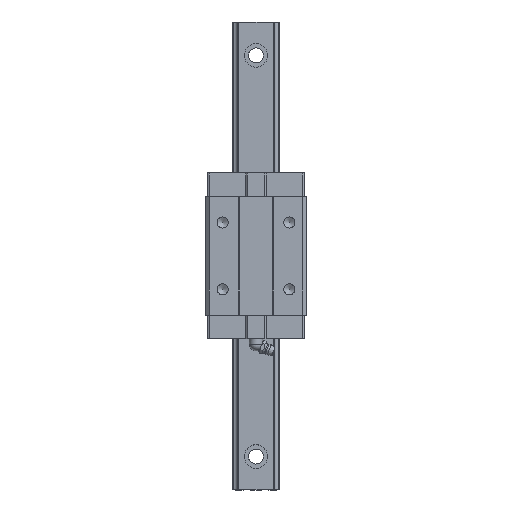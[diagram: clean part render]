
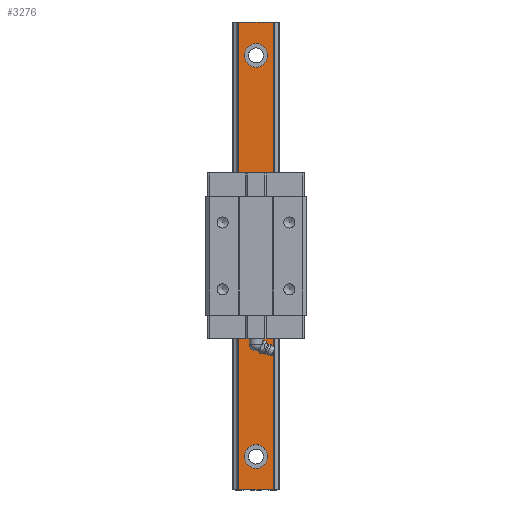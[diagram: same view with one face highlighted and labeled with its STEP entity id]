
A CAD part, top view. The second image highlights one B-rep face of the part: STEP entity #3276.
In plain terms, the highlighted planar face has unit normal (0, 0, 1).
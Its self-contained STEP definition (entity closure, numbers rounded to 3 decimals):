
#142=CIRCLE('',#4199,7.);
#149=CIRCLE('',#4216,7.);
#156=CIRCLE('',#4233,7.);
#158=CIRCLE('',#4241,7.);
#369=ORIENTED_EDGE('',*,*,#1245,.T.);
#370=ORIENTED_EDGE('',*,*,#1260,.T.);
#371=ORIENTED_EDGE('',*,*,#1275,.T.);
#372=ORIENTED_EDGE('',*,*,#1290,.T.);
#373=ORIENTED_EDGE('',*,*,#1291,.F.);
#374=ORIENTED_EDGE('',*,*,#1289,.F.);
#375=ORIENTED_EDGE('',*,*,#1292,.T.);
#376=ORIENTED_EDGE('',*,*,#1293,.T.);
#1245=EDGE_CURVE('',#1717,#1717,#142,.T.);
#1260=EDGE_CURVE('',#1728,#1728,#149,.T.);
#1275=EDGE_CURVE('',#1739,#1739,#156,.T.);
#1289=EDGE_CURVE('',#1751,#1749,#2058,.T.);
#1290=EDGE_CURVE('',#1752,#1752,#158,.T.);
#1291=EDGE_CURVE('',#1749,#1753,#2059,.T.);
#1292=EDGE_CURVE('',#1751,#1754,#2060,.T.);
#1293=EDGE_CURVE('',#1754,#1753,#2061,.T.);
#1717=VERTEX_POINT('',#5546);
#1728=VERTEX_POINT('',#5578);
#1739=VERTEX_POINT('',#5610);
#1749=VERTEX_POINT('',#5635);
#1751=VERTEX_POINT('',#5639);
#1752=VERTEX_POINT('',#5643);
#1753=VERTEX_POINT('',#5645);
#1754=VERTEX_POINT('',#5647);
#2058=LINE('',#5640,#2366);
#2059=LINE('',#5644,#2367);
#2060=LINE('',#5646,#2368);
#2061=LINE('',#5648,#2369);
#2366=VECTOR('',#4664,1000.);
#2367=VECTOR('',#4669,1000.);
#2368=VECTOR('',#4670,1000.);
#2369=VECTOR('',#4671,1000.);
#2682=EDGE_LOOP('',(#369));
#2683=EDGE_LOOP('',(#370));
#2684=EDGE_LOOP('',(#371));
#2685=EDGE_LOOP('',(#372));
#2686=EDGE_LOOP('',(#373,#374,#375,#376));
#2919=FACE_BOUND('',#2682,.T.);
#2920=FACE_BOUND('',#2683,.T.);
#2921=FACE_BOUND('',#2684,.T.);
#2922=FACE_BOUND('',#2685,.T.);
#2923=FACE_BOUND('',#2686,.T.);
#3145=PLANE('',#4240);
#3276=ADVANCED_FACE('',(#2919,#2920,#2921,#2922,#2923),#3145,.T.);
#4199=AXIS2_PLACEMENT_3D('',#5545,#4563,#4564);
#4216=AXIS2_PLACEMENT_3D('',#5577,#4601,#4602);
#4233=AXIS2_PLACEMENT_3D('',#5609,#4639,#4640);
#4240=AXIS2_PLACEMENT_3D('',#5641,#4665,#4666);
#4241=AXIS2_PLACEMENT_3D('',#5642,#4667,#4668);
#4563=DIRECTION('',(0.,0.,-1.));
#4564=DIRECTION('',(1.,0.,0.));
#4601=DIRECTION('',(0.,0.,-1.));
#4602=DIRECTION('',(1.,0.,0.));
#4639=DIRECTION('',(0.,0.,-1.));
#4640=DIRECTION('',(1.,0.,0.));
#4664=DIRECTION('',(0.,1.,0.));
#4665=DIRECTION('',(0.,0.,1.));
#4666=DIRECTION('',(1.,0.,0.));
#4667=DIRECTION('',(0.,0.,-1.));
#4668=DIRECTION('',(1.,0.,0.));
#4669=DIRECTION('',(1.,0.,0.));
#4670=DIRECTION('',(1.,0.,0.));
#4671=DIRECTION('',(0.,1.,0.));
#5545=CARTESIAN_POINT('',(0.,-120.,26.));
#5546=CARTESIAN_POINT('',(7.,-120.,26.));
#5577=CARTESIAN_POINT('',(0.,-40.,26.));
#5578=CARTESIAN_POINT('',(7.,-40.,26.));
#5609=CARTESIAN_POINT('',(0.,40.,26.));
#5610=CARTESIAN_POINT('',(7.,40.,26.));
#5635=CARTESIAN_POINT('',(-10.2,140.,26.));
#5639=CARTESIAN_POINT('',(-10.2,-140.,26.));
#5640=CARTESIAN_POINT('',(-10.2,-140.,26.));
#5641=CARTESIAN_POINT('',(-10.2,-140.,26.));
#5642=CARTESIAN_POINT('',(0.,120.,26.));
#5643=CARTESIAN_POINT('',(7.,120.,26.));
#5644=CARTESIAN_POINT('',(-10.2,140.,26.));
#5645=CARTESIAN_POINT('',(10.2,140.,26.));
#5646=CARTESIAN_POINT('',(-10.2,-140.,26.));
#5647=CARTESIAN_POINT('',(10.2,-140.,26.));
#5648=CARTESIAN_POINT('',(10.2,-140.,26.));
